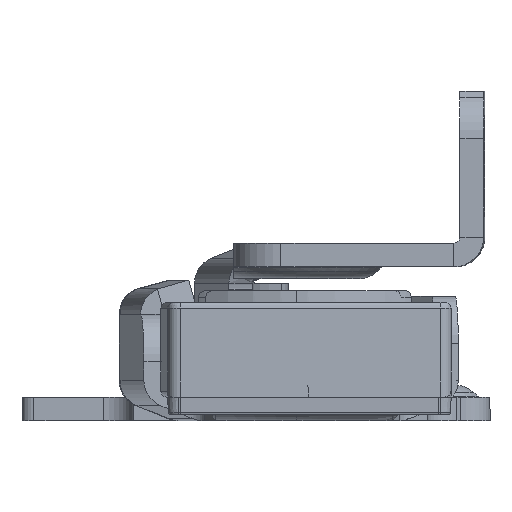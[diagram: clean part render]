
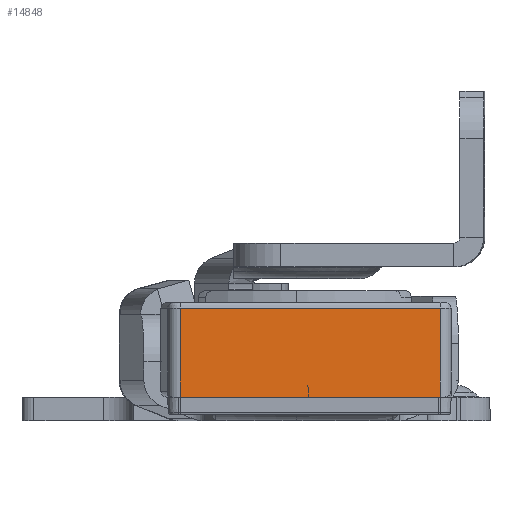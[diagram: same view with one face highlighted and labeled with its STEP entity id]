
A CAD part, left-side view. The second image highlights one B-rep face of the part: STEP entity #14848.
In plain terms, the highlighted face is planar.
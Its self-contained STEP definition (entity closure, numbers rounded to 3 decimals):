
#796 = DIRECTION ( 'NONE',  ( 0., 1., 0. ) ) ;
#849 = ORIENTED_EDGE ( 'NONE', *, *, #7308, .F. ) ;
#1498 = AXIS2_PLACEMENT_3D ( 'NONE', #13166, #2306, #5954 ) ;
#1584 = VECTOR ( 'NONE', #5832, 1000. ) ;
#2291 = DIRECTION ( 'NONE',  ( 0., -1., 0. ) ) ;
#2306 = DIRECTION ( 'NONE',  ( 1., 0., 0. ) ) ;
#2360 = ORIENTED_EDGE ( 'NONE', *, *, #15264, .T. ) ;
#2580 = CARTESIAN_POINT ( 'NONE',  ( 10., 11., 8. ) ) ;
#3496 = CARTESIAN_POINT ( 'NONE',  ( 10., -11., 8. ) ) ;
#4710 = CARTESIAN_POINT ( 'NONE',  ( 10., -11., 8. ) ) ;
#4738 = EDGE_CURVE ( 'NONE', #7983, #6162, #12038, .T. ) ;
#5569 = FACE_OUTER_BOUND ( 'NONE', #10682, .T. ) ;
#5705 = LINE ( 'NONE', #11766, #7461 ) ;
#5832 = DIRECTION ( 'NONE',  ( 0., 0., -1. ) ) ;
#5954 = DIRECTION ( 'NONE',  ( 0., 0., -1. ) ) ;
#6162 = VERTEX_POINT ( 'NONE', #14939 ) ;
#6196 = ORIENTED_EDGE ( 'NONE', *, *, #4738, .T. ) ;
#7162 = ORIENTED_EDGE ( 'NONE', *, *, #10247, .T. ) ;
#7308 = EDGE_CURVE ( 'NONE', #10430, #12703, #8320, .T. ) ;
#7461 = VECTOR ( 'NONE', #2291, 1000. ) ;
#7547 = VECTOR ( 'NONE', #13058, 1000. ) ;
#7983 = VERTEX_POINT ( 'NONE', #4710 ) ;
#8320 = LINE ( 'NONE', #9553, #7547 ) ;
#8578 = CARTESIAN_POINT ( 'NONE',  ( 10., 11., 0.5 ) ) ;
#9553 = CARTESIAN_POINT ( 'NONE',  ( 10., 11., 8. ) ) ;
#10247 = EDGE_CURVE ( 'NONE', #6162, #12703, #15090, .T. ) ;
#10430 = VERTEX_POINT ( 'NONE', #2580 ) ;
#10528 = PLANE ( 'NONE',  #1498 ) ;
#10682 = EDGE_LOOP ( 'NONE', ( #6196, #7162, #849, #2360 ) ) ;
#11766 = CARTESIAN_POINT ( 'NONE',  ( 10., 11., 8. ) ) ;
#12038 = LINE ( 'NONE', #3496, #1584 ) ;
#12340 = VECTOR ( 'NONE', #796, 1000. ) ;
#12533 = CARTESIAN_POINT ( 'NONE',  ( 10., 11., 0.5 ) ) ;
#12703 = VERTEX_POINT ( 'NONE', #8578 ) ;
#13058 = DIRECTION ( 'NONE',  ( 0., 0., -1. ) ) ;
#13166 = CARTESIAN_POINT ( 'NONE',  ( 10., 11., 8. ) ) ;
#14848 = ADVANCED_FACE ( 'NONE', ( #5569 ), #10528, .T. ) ;
#14939 = CARTESIAN_POINT ( 'NONE',  ( 10., -11., 0.5 ) ) ;
#15090 = LINE ( 'NONE', #12533, #12340 ) ;
#15264 = EDGE_CURVE ( 'NONE', #10430, #7983, #5705, .T. ) ;
